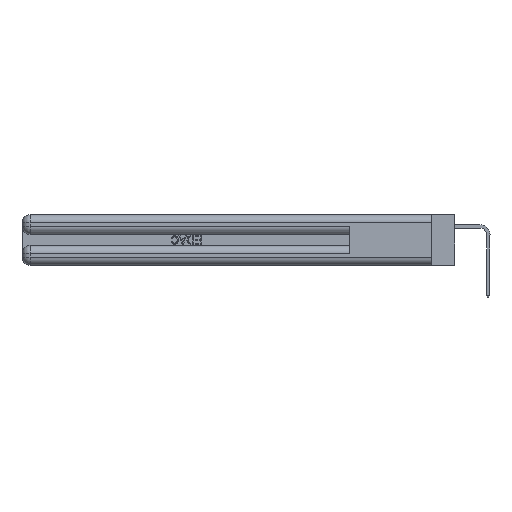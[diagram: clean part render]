
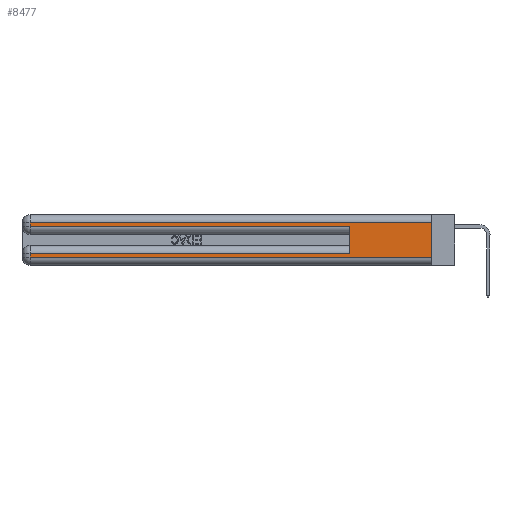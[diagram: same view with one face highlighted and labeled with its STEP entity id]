
A CAD part, left-side view. The second image highlights one B-rep face of the part: STEP entity #8477.
In plain terms, the highlighted planar face has unit normal (-1, 0, 0).
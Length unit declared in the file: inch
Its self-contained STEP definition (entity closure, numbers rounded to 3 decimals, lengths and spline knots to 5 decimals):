
#7 = DIRECTION ( 'NONE',  ( 0., 1., 0. ) ) ;
#439 = EDGE_CURVE ( 'NONE', #11042, #19354, #11473, .T. ) ;
#540 = ORIENTED_EDGE ( 'NONE', *, *, #27367, .T. ) ;
#665 = ORIENTED_EDGE ( 'NONE', *, *, #25691, .T. ) ;
#867 = VERTEX_POINT ( 'NONE', #7687 ) ;
#919 = VERTEX_POINT ( 'NONE', #14175 ) ;
#1559 = EDGE_CURVE ( 'NONE', #34855, #4877, #22058, .T. ) ;
#2990 = DIRECTION ( 'NONE',  ( 0., -1., 0. ) ) ;
#3133 = CARTESIAN_POINT ( 'NONE',  ( 0., 0., 0.31 ) ) ;
#3185 = AXIS2_PLACEMENT_3D ( 'NONE', #17853, #39431, #20935 ) ;
#3493 = LINE ( 'NONE', #31313, #19033 ) ;
#4877 = VERTEX_POINT ( 'NONE', #15333 ) ;
#5029 = DIRECTION ( 'NONE',  ( 0., 0., -1. ) ) ;
#5181 = VECTOR ( 'NONE', #10935, 39.37008 ) ;
#6498 = LINE ( 'NONE', #16638, #38451 ) ;
#6909 = CARTESIAN_POINT ( 'NONE',  ( 0., 2.94, 0.085 ) ) ;
#7687 = CARTESIAN_POINT ( 'NONE',  ( 0., 0., 0.06 ) ) ;
#8014 = EDGE_CURVE ( 'NONE', #919, #34855, #15322, .T. ) ;
#8400 = VECTOR ( 'NONE', #24939, 39.37008 ) ;
#8477 = ADVANCED_FACE ( 'NONE', ( #38016 ), #33265, .F. ) ;
#8919 = CARTESIAN_POINT ( 'NONE',  ( 0., 2.94, 0.31 ) ) ;
#9188 = CARTESIAN_POINT ( 'NONE',  ( 0., 2.94, 0.06 ) ) ;
#10935 = DIRECTION ( 'NONE',  ( 0., 0., -1. ) ) ;
#11042 = VERTEX_POINT ( 'NONE', #6909 ) ;
#11473 = LINE ( 'NONE', #29512, #5181 ) ;
#13655 = EDGE_CURVE ( 'NONE', #919, #867, #6498, .T. ) ;
#14175 = CARTESIAN_POINT ( 'NONE',  ( 0., 0., 0.31 ) ) ;
#15322 = LINE ( 'NONE', #3133, #30830 ) ;
#15333 = CARTESIAN_POINT ( 'NONE',  ( 0., 2.94, 0.285 ) ) ;
#15883 = DIRECTION ( 'NONE',  ( 0., -1., 0. ) ) ;
#16549 = ORIENTED_EDGE ( 'NONE', *, *, #439, .T. ) ;
#16638 = CARTESIAN_POINT ( 'NONE',  ( 0., 0., 0.37 ) ) ;
#17264 = DIRECTION ( 'NONE',  ( 0., 1., 0. ) ) ;
#17853 = CARTESIAN_POINT ( 'NONE',  ( 0., 0., 0.37 ) ) ;
#18755 = EDGE_CURVE ( 'NONE', #28464, #21726, #33124, .T. ) ;
#19033 = VECTOR ( 'NONE', #15883, 39.37008 ) ;
#19354 = VERTEX_POINT ( 'NONE', #9188 ) ;
#19647 = LINE ( 'NONE', #38854, #21567 ) ;
#19733 = DIRECTION ( 'NONE',  ( 0., 0., -1. ) ) ;
#20488 = CARTESIAN_POINT ( 'NONE',  ( 0., 2.94, 0.37 ) ) ;
#20638 = EDGE_LOOP ( 'NONE', ( #38090, #28174, #36276, #665, #36570, #28463, #16549, #540 ) ) ;
#20935 = DIRECTION ( 'NONE',  ( 0., 0., -1. ) ) ;
#21092 = VECTOR ( 'NONE', #5029, 39.37008 ) ;
#21567 = VECTOR ( 'NONE', #17264, 39.37008 ) ;
#21726 = VERTEX_POINT ( 'NONE', #29206 ) ;
#22058 = LINE ( 'NONE', #20488, #21092 ) ;
#24939 = DIRECTION ( 'NONE',  ( 0., 0., 1. ) ) ;
#25691 = EDGE_CURVE ( 'NONE', #4877, #21726, #3493, .T. ) ;
#26854 = CARTESIAN_POINT ( 'NONE',  ( 0., 0.6, 0.085 ) ) ;
#27367 = EDGE_CURVE ( 'NONE', #19354, #867, #32941, .T. ) ;
#28087 = CARTESIAN_POINT ( 'NONE',  ( 0., 0.6, 0.145 ) ) ;
#28174 = ORIENTED_EDGE ( 'NONE', *, *, #8014, .T. ) ;
#28463 = ORIENTED_EDGE ( 'NONE', *, *, #38748, .T. ) ;
#28464 = VERTEX_POINT ( 'NONE', #26854 ) ;
#29206 = CARTESIAN_POINT ( 'NONE',  ( 0., 0.6, 0.285 ) ) ;
#29512 = CARTESIAN_POINT ( 'NONE',  ( 0., 2.94, 0.37 ) ) ;
#30830 = VECTOR ( 'NONE', #7, 39.37008 ) ;
#30910 = CARTESIAN_POINT ( 'NONE',  ( 0., 0., 0.06 ) ) ;
#31313 = CARTESIAN_POINT ( 'NONE',  ( 0., 0., 0.285 ) ) ;
#32941 = LINE ( 'NONE', #30910, #40116 ) ;
#33124 = LINE ( 'NONE', #28087, #8400 ) ;
#33265 = PLANE ( 'NONE',  #3185 ) ;
#34855 = VERTEX_POINT ( 'NONE', #8919 ) ;
#36276 = ORIENTED_EDGE ( 'NONE', *, *, #1559, .T. ) ;
#36570 = ORIENTED_EDGE ( 'NONE', *, *, #18755, .F. ) ;
#38016 = FACE_OUTER_BOUND ( 'NONE', #20638, .T. ) ;
#38090 = ORIENTED_EDGE ( 'NONE', *, *, #13655, .F. ) ;
#38451 = VECTOR ( 'NONE', #19733, 39.37008 ) ;
#38748 = EDGE_CURVE ( 'NONE', #28464, #11042, #19647, .T. ) ;
#38854 = CARTESIAN_POINT ( 'NONE',  ( 0., 0., 0.085 ) ) ;
#39431 = DIRECTION ( 'NONE',  ( 1., 0., 0. ) ) ;
#40116 = VECTOR ( 'NONE', #2990, 39.37008 ) ;
